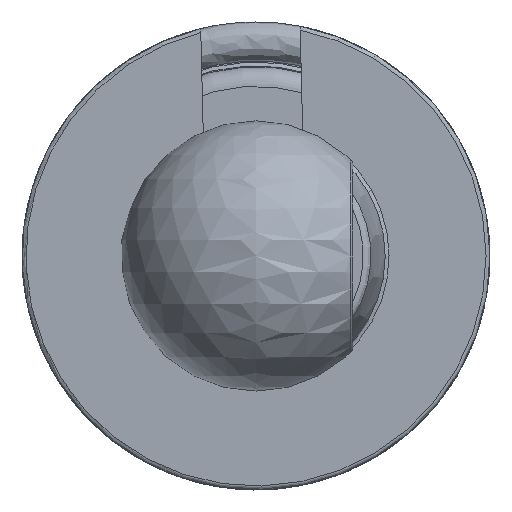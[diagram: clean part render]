
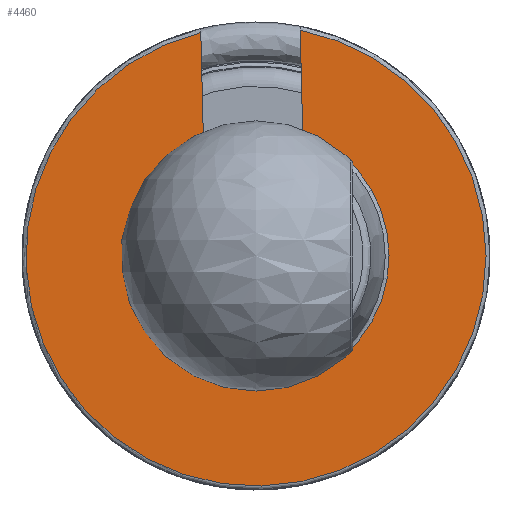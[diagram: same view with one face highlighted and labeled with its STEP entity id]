
A CAD part, front view. The second image highlights one B-rep face of the part: STEP entity #4460.
In plain terms, the highlighted planar face has unit normal (0, -1, 0).
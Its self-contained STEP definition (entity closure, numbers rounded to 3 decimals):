
#463=PLANE('',#5109);
#702=FACE_OUTER_BOUND('',#993,.T.);
#993=EDGE_LOOP('',(#3938,#3939,#3940,#3941));
#1234=LINE('',#12032,#1459);
#1235=LINE('',#12033,#1460);
#1459=VECTOR('',#6331,2.595);
#1460=VECTOR('',#6332,2.595);
#1691=CIRCLE('',#5106,3.413);
#1692=CIRCLE('',#5110,5.9);
#2103=VERTEX_POINT('',#12023);
#2104=VERTEX_POINT('',#12024);
#2105=VERTEX_POINT('',#12029);
#2106=VERTEX_POINT('',#12030);
#2726=EDGE_CURVE('',#2103,#2104,#1691,.T.);
#2729=EDGE_CURVE('',#2105,#2106,#1692,.T.);
#2730=EDGE_CURVE('',#2106,#2104,#1234,.T.);
#2731=EDGE_CURVE('',#2105,#2103,#1235,.T.);
#3938=ORIENTED_EDGE('',*,*,#2729,.T.);
#3939=ORIENTED_EDGE('',*,*,#2730,.T.);
#3940=ORIENTED_EDGE('',*,*,#2726,.F.);
#3941=ORIENTED_EDGE('',*,*,#2731,.F.);
#4460=ADVANCED_FACE('',(#702),#463,.T.);
#5106=AXIS2_PLACEMENT_3D('',#12025,#6321,#6322);
#5109=AXIS2_PLACEMENT_3D('',#12028,#6327,#6328);
#5110=AXIS2_PLACEMENT_3D('',#12031,#6329,#6330);
#6321=DIRECTION('center_axis',(0.,-1.,0.));
#6322=DIRECTION('ref_axis',(0.,0.,-1.));
#6327=DIRECTION('center_axis',(0.,-1.,0.));
#6328=DIRECTION('ref_axis',(0.,0.,-1.));
#6329=DIRECTION('center_axis',(0.,-1.,0.));
#6330=DIRECTION('ref_axis',(0.,0.,-1.));
#6331=DIRECTION('',(0.,0.,-1.));
#6332=DIRECTION('',(0.,0.,-1.));
#12023=CARTESIAN_POINT('',(-1.275,0.,3.165));
#12024=CARTESIAN_POINT('',(1.275,0.,3.165));
#12025=CARTESIAN_POINT('Origin',(0.,0.,0.));
#12028=CARTESIAN_POINT('Origin',(0.,0.,-5.9));
#12029=CARTESIAN_POINT('',(-1.275,0.,5.761));
#12030=CARTESIAN_POINT('',(1.275,0.,5.761));
#12031=CARTESIAN_POINT('Origin',(0.,0.,0.));
#12032=CARTESIAN_POINT('',(1.275,0.,5.761));
#12033=CARTESIAN_POINT('',(-1.275,0.,5.761));
